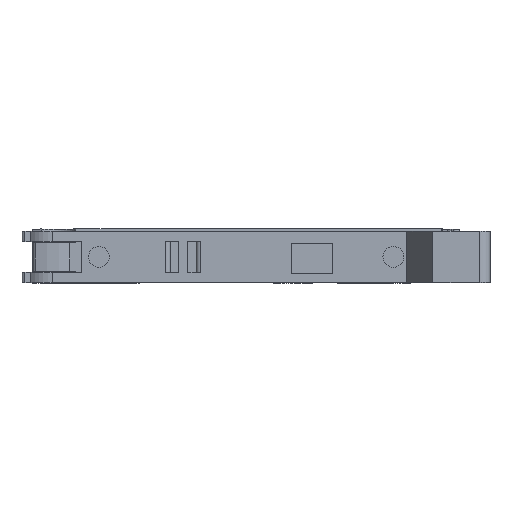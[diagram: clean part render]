
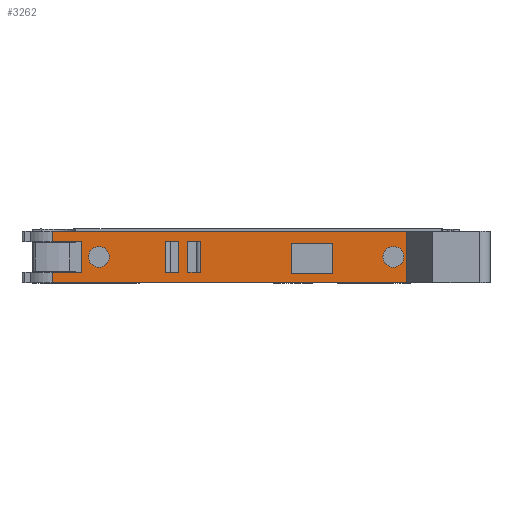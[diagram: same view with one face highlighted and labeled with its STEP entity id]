
A CAD part, top view. The second image highlights one B-rep face of the part: STEP entity #3262.
In plain terms, the highlighted planar face has unit normal (0, 0, 1).
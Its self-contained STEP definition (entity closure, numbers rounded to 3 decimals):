
#23=LINE('',#4503,#393);
#55=LINE('',#4578,#425);
#57=LINE('',#4581,#427);
#59=LINE('',#4584,#429);
#62=LINE('',#4598,#432);
#65=LINE('',#4607,#435);
#72=LINE('',#4625,#442);
#76=LINE('',#4641,#446);
#320=LINE('',#5266,#690);
#323=LINE('',#5272,#693);
#326=LINE('',#5279,#696);
#327=LINE('',#5281,#697);
#330=LINE('',#5290,#700);
#333=LINE('',#5294,#703);
#334=LINE('',#5296,#704);
#337=LINE('',#5310,#707);
#353=LINE('',#5348,#723);
#354=LINE('',#5350,#724);
#355=LINE('',#5352,#725);
#356=LINE('',#5353,#726);
#393=VECTOR('',#3592,1000.);
#425=VECTOR('',#3638,1000.);
#427=VECTOR('',#3642,1000.);
#429=VECTOR('',#3646,1000.);
#432=VECTOR('',#3659,1000.);
#435=VECTOR('',#3666,1000.);
#442=VECTOR('',#3679,1000.);
#446=VECTOR('',#3693,1000.);
#690=VECTOR('',#4289,1000.);
#693=VECTOR('',#4294,1000.);
#696=VECTOR('',#4301,1000.);
#697=VECTOR('',#4304,1000.);
#700=VECTOR('',#4311,1000.);
#703=VECTOR('',#4316,1000.);
#704=VECTOR('',#4319,1000.);
#707=VECTOR('',#4332,1000.);
#723=VECTOR('',#4372,1000.);
#724=VECTOR('',#4375,1000.);
#725=VECTOR('',#4376,1000.);
#726=VECTOR('',#4377,1000.);
#853=PLANE('',#3539);
#1645=ORIENTED_EDGE('',*,*,#2218,.T.);
#1646=ORIENTED_EDGE('',*,*,#1869,.T.);
#1647=ORIENTED_EDGE('',*,*,#2215,.T.);
#1648=ORIENTED_EDGE('',*,*,#2211,.T.);
#1649=ORIENTED_EDGE('',*,*,#1882,.T.);
#1650=ORIENTED_EDGE('',*,*,#2245,.F.);
#1651=ORIENTED_EDGE('',*,*,#2246,.F.);
#1652=ORIENTED_EDGE('',*,*,#2225,.T.);
#1653=ORIENTED_EDGE('',*,*,#2247,.T.);
#1654=ORIENTED_EDGE('',*,*,#2219,.T.);
#1655=ORIENTED_EDGE('',*,*,#1890,.F.);
#1656=ORIENTED_EDGE('',*,*,#2244,.T.);
#1657=ORIENTED_EDGE('',*,*,#1863,.T.);
#1658=ORIENTED_EDGE('',*,*,#1859,.T.);
#1659=ORIENTED_EDGE('',*,*,#1861,.T.);
#1660=ORIENTED_EDGE('',*,*,#1823,.T.);
#1661=ORIENTED_EDGE('',*,*,#1864,.T.);
#1662=ORIENTED_EDGE('',*,*,#1818,.T.);
#1663=ORIENTED_EDGE('',*,*,#2210,.T.);
#1664=ORIENTED_EDGE('',*,*,#2206,.T.);
#1665=ORIENTED_EDGE('',*,*,#2203,.T.);
#1666=ORIENTED_EDGE('',*,*,#1873,.T.);
#1818=EDGE_CURVE('',#2286,#2286,#2597,.T.);
#1823=EDGE_CURVE('',#2289,#2291,#23,.T.);
#1859=EDGE_CURVE('',#2325,#2327,#55,.T.);
#1861=EDGE_CURVE('',#2327,#2289,#57,.T.);
#1863=EDGE_CURVE('',#2291,#2325,#59,.T.);
#1864=EDGE_CURVE('',#2328,#2328,#2603,.T.);
#1869=EDGE_CURVE('',#2330,#2333,#62,.T.);
#1873=EDGE_CURVE('',#2335,#2337,#65,.T.);
#1882=EDGE_CURVE('',#2346,#2345,#72,.T.);
#1890=EDGE_CURVE('',#2352,#2353,#76,.T.);
#2203=EDGE_CURVE('',#2558,#2335,#320,.T.);
#2206=EDGE_CURVE('',#2560,#2558,#323,.T.);
#2210=EDGE_CURVE('',#2337,#2560,#326,.T.);
#2211=EDGE_CURVE('',#2562,#2563,#327,.T.);
#2215=EDGE_CURVE('',#2333,#2562,#330,.T.);
#2218=EDGE_CURVE('',#2563,#2330,#333,.T.);
#2219=EDGE_CURVE('',#2566,#2353,#334,.T.);
#2225=EDGE_CURVE('',#2572,#2571,#337,.T.);
#2244=EDGE_CURVE('',#2352,#2346,#353,.T.);
#2245=EDGE_CURVE('',#2582,#2345,#354,.T.);
#2246=EDGE_CURVE('',#2572,#2582,#355,.T.);
#2247=EDGE_CURVE('',#2571,#2566,#356,.T.);
#2286=VERTEX_POINT('',#4492);
#2289=VERTEX_POINT('',#4498);
#2291=VERTEX_POINT('',#4502);
#2325=VERTEX_POINT('',#4573);
#2327=VERTEX_POINT('',#4577);
#2328=VERTEX_POINT('',#4587);
#2330=VERTEX_POINT('',#4592);
#2333=VERTEX_POINT('',#4597);
#2335=VERTEX_POINT('',#4602);
#2337=VERTEX_POINT('',#4606);
#2345=VERTEX_POINT('',#4624);
#2346=VERTEX_POINT('',#4626);
#2352=VERTEX_POINT('',#4640);
#2353=VERTEX_POINT('',#4642);
#2558=VERTEX_POINT('',#5267);
#2560=VERTEX_POINT('',#5273);
#2562=VERTEX_POINT('',#5282);
#2563=VERTEX_POINT('',#5283);
#2566=VERTEX_POINT('',#5297);
#2571=VERTEX_POINT('',#5309);
#2572=VERTEX_POINT('',#5311);
#2582=VERTEX_POINT('',#5351);
#2597=CIRCLE('',#3311,1.75);
#2603=CIRCLE('',#3324,1.75);
#2842=EDGE_LOOP('',(#1645,#1646,#1647,#1648));
#2843=EDGE_LOOP('',(#1649,#1650,#1651,#1652,#1653,#1654,#1655,#1656));
#2844=EDGE_LOOP('',(#1657,#1658,#1659,#1660));
#2845=EDGE_LOOP('',(#1661));
#2846=EDGE_LOOP('',(#1662));
#2847=EDGE_LOOP('',(#1663,#1664,#1665,#1666));
#3033=FACE_BOUND('',#2842,.T.);
#3034=FACE_BOUND('',#2843,.T.);
#3035=FACE_BOUND('',#2844,.T.);
#3036=FACE_BOUND('',#2845,.T.);
#3037=FACE_BOUND('',#2846,.T.);
#3038=FACE_BOUND('',#2847,.T.);
#3262=ADVANCED_FACE('',(#3033,#3034,#3035,#3036,#3037,#3038),#853,.F.);
#3311=AXIS2_PLACEMENT_3D('',#4491,#3583,#3584);
#3324=AXIS2_PLACEMENT_3D('',#4586,#3649,#3650);
#3539=AXIS2_PLACEMENT_3D('',#5349,#4373,#4374);
#3583=DIRECTION('',(0.,0.,-1.));
#3584=DIRECTION('',(1.,0.,0.));
#3592=DIRECTION('',(1.,0.,0.));
#3638=DIRECTION('',(-1.,0.,0.));
#3642=DIRECTION('',(0.,1.,0.));
#3646=DIRECTION('',(0.,-1.,0.));
#3649=DIRECTION('',(0.,0.,-1.));
#3650=DIRECTION('',(1.,0.,0.));
#3659=DIRECTION('',(1.,0.,0.));
#3666=DIRECTION('',(1.,0.,0.));
#3679=DIRECTION('',(1.,0.,0.));
#3693=DIRECTION('',(1.,0.,0.));
#4289=DIRECTION('',(0.,1.,0.));
#4294=DIRECTION('',(-1.,0.,0.));
#4301=DIRECTION('',(0.,-1.,0.));
#4304=DIRECTION('',(-1.,0.,0.));
#4311=DIRECTION('',(0.,-1.,0.));
#4316=DIRECTION('',(0.,1.,0.));
#4319=DIRECTION('',(0.,-1.,0.));
#4332=DIRECTION('',(0.,-1.,0.));
#4372=DIRECTION('',(0.,-1.,0.));
#4373=DIRECTION('',(0.,0.,-1.));
#4374=DIRECTION('',(-1.,0.,0.));
#4375=DIRECTION('',(0.,-1.,0.));
#4376=DIRECTION('',(1.,0.,0.));
#4377=DIRECTION('',(1.,0.,0.));
#4491=CARTESIAN_POINT('',(23.529,21.002,26.358));
#4492=CARTESIAN_POINT('',(25.279,21.002,26.358));
#4498=CARTESIAN_POINT('',(6.429,23.202,26.358));
#4502=CARTESIAN_POINT('',(13.329,23.202,26.358));
#4503=CARTESIAN_POINT('',(6.429,23.202,26.358));
#4573=CARTESIAN_POINT('',(13.329,18.302,26.358));
#4577=CARTESIAN_POINT('',(6.429,18.302,26.358));
#4578=CARTESIAN_POINT('',(13.329,18.302,26.358));
#4581=CARTESIAN_POINT('',(6.429,23.202,26.358));
#4584=CARTESIAN_POINT('',(13.329,23.202,26.358));
#4586=CARTESIAN_POINT('',(-25.871,21.002,26.358));
#4587=CARTESIAN_POINT('',(-24.121,21.002,26.358));
#4592=CARTESIAN_POINT('',(-14.621,23.602,26.358));
#4597=CARTESIAN_POINT('',(-12.471,23.602,26.358));
#4598=CARTESIAN_POINT('',(-13.871,23.602,26.358));
#4602=CARTESIAN_POINT('',(-10.971,23.602,26.358));
#4606=CARTESIAN_POINT('',(-8.821,23.602,26.358));
#4607=CARTESIAN_POINT('',(-10.971,23.602,26.358));
#4624=CARTESIAN_POINT('',(25.779,16.702,26.358));
#4625=CARTESIAN_POINT('',(-33.7,16.702,26.358));
#4626=CARTESIAN_POINT('',(-33.7,16.702,26.358));
#4640=CARTESIAN_POINT('',(-33.7,18.452,26.358));
#4641=CARTESIAN_POINT('',(-33.7,18.452,26.358));
#4642=CARTESIAN_POINT('',(-28.771,18.452,26.358));
#5266=CARTESIAN_POINT('',(-10.971,18.402,26.358));
#5267=CARTESIAN_POINT('',(-10.971,18.402,26.358));
#5272=CARTESIAN_POINT('',(-9.571,18.402,26.358));
#5273=CARTESIAN_POINT('',(-8.821,18.402,26.358));
#5279=CARTESIAN_POINT('',(-8.821,25.302,26.358));
#5281=CARTESIAN_POINT('',(-12.471,18.402,26.358));
#5282=CARTESIAN_POINT('',(-12.471,18.402,26.358));
#5283=CARTESIAN_POINT('',(-14.621,18.402,26.358));
#5290=CARTESIAN_POINT('',(-12.471,23.602,26.358));
#5294=CARTESIAN_POINT('',(-14.621,25.302,26.358));
#5296=CARTESIAN_POINT('',(-28.771,23.552,26.358));
#5297=CARTESIAN_POINT('',(-28.771,23.552,26.358));
#5309=CARTESIAN_POINT('',(-33.7,23.552,26.358));
#5310=CARTESIAN_POINT('',(-33.7,25.302,26.358));
#5311=CARTESIAN_POINT('',(-33.7,25.302,26.358));
#5348=CARTESIAN_POINT('',(-33.7,25.302,26.358));
#5349=CARTESIAN_POINT('',(-33.7,25.302,26.358));
#5350=CARTESIAN_POINT('',(25.779,25.302,26.358));
#5351=CARTESIAN_POINT('',(25.779,25.302,26.358));
#5352=CARTESIAN_POINT('',(-33.7,25.302,26.358));
#5353=CARTESIAN_POINT('',(-33.7,23.552,26.358));
